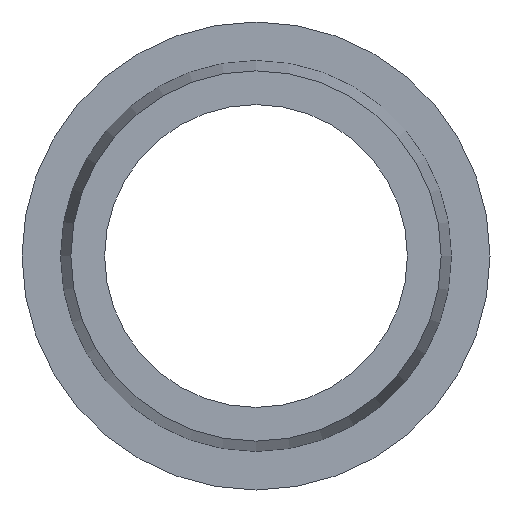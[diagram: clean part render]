
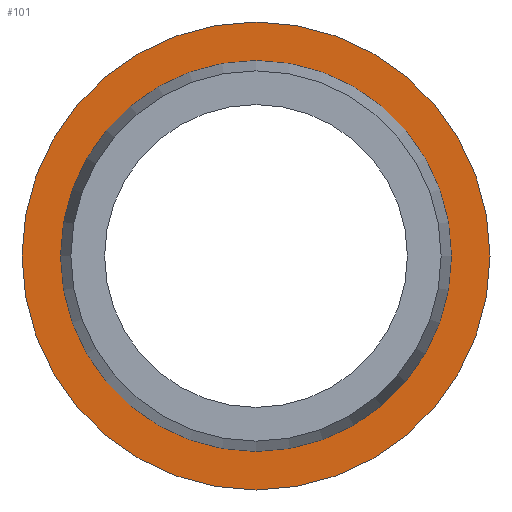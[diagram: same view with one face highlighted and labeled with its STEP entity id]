
A CAD part, left-side view. The second image highlights one B-rep face of the part: STEP entity #101.
In plain terms, the highlighted planar face has unit normal (-1, 0, 0).
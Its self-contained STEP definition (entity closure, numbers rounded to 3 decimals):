
#17=FACE_BOUND('',#35,.T.);
#20=PLANE('',#133);
#26=FACE_OUTER_BOUND('',#34,.T.);
#34=EDGE_LOOP('',(#86));
#35=EDGE_LOOP('',(#87));
#51=CIRCLE('',#132,66.);
#52=CIRCLE('',#134,79.);
#58=VERTEX_POINT('',#187);
#59=VERTEX_POINT('',#191);
#67=EDGE_CURVE('',#58,#58,#51,.T.);
#69=EDGE_CURVE('',#59,#59,#52,.T.);
#86=ORIENTED_EDGE('',*,*,#69,.F.);
#87=ORIENTED_EDGE('',*,*,#67,.T.);
#101=ADVANCED_FACE('',(#26,#17),#20,.T.);
#132=AXIS2_PLACEMENT_3D('',#188,#158,#159);
#133=AXIS2_PLACEMENT_3D('',#190,#161,#162);
#134=AXIS2_PLACEMENT_3D('',#192,#163,#164);
#158=DIRECTION('center_axis',(1.,0.,0.));
#159=DIRECTION('ref_axis',(0.,0.,-1.));
#161=DIRECTION('center_axis',(-1.,0.,0.));
#162=DIRECTION('ref_axis',(0.,0.,1.));
#163=DIRECTION('center_axis',(1.,0.,0.));
#164=DIRECTION('ref_axis',(0.,0.,-1.));
#187=CARTESIAN_POINT('',(55.,-66.,0.));
#188=CARTESIAN_POINT('Origin',(55.,0.,0.));
#190=CARTESIAN_POINT('Origin',(55.,79.,0.));
#191=CARTESIAN_POINT('',(55.,-79.,0.));
#192=CARTESIAN_POINT('Origin',(55.,0.,0.));
